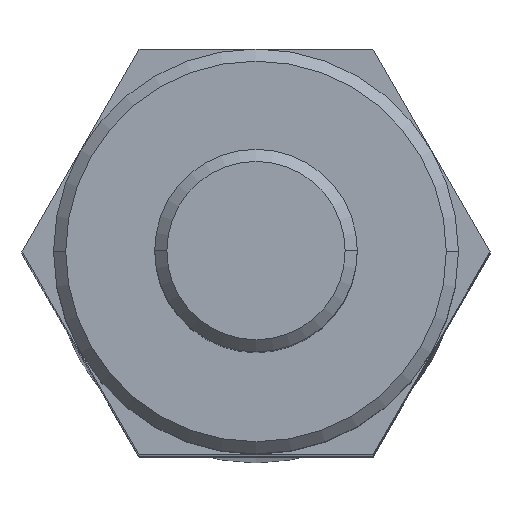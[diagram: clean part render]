
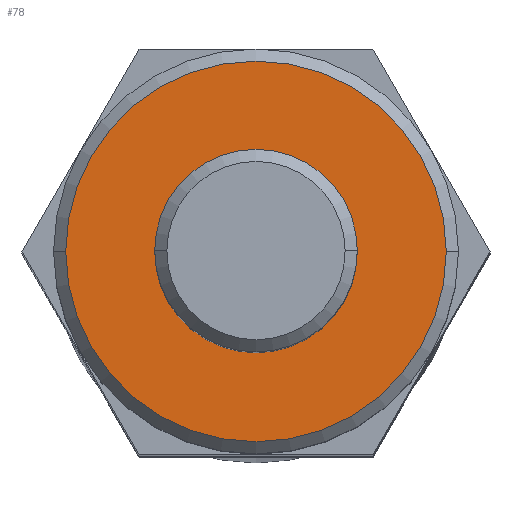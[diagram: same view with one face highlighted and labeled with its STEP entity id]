
A CAD part, top view. The second image highlights one B-rep face of the part: STEP entity #78.
In plain terms, the highlighted planar face has unit normal (0, 0, 1).
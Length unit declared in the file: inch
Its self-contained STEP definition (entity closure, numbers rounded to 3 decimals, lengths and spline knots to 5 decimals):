
#5 = ORIENTED_EDGE ( 'NONE', *, *, #1118, .T. ) ;
#8 = CIRCLE ( 'NONE', #628, 0.23475 ) ;
#34 = CARTESIAN_POINT ( 'NONE',  ( 0.125, 0., 6.416 ) ) ;
#75 = ORIENTED_EDGE ( 'NONE', *, *, #578, .F. ) ;
#78 = ADVANCED_FACE ( 'NONE', ( #1125, #423 ), #772, .T. ) ;
#144 = VERTEX_POINT ( 'NONE', #644 ) ;
#180 = CARTESIAN_POINT ( 'NONE',  ( 0., 0., 6.416 ) ) ;
#186 = DIRECTION ( 'NONE',  ( 0., 0., 1. ) ) ;
#224 = ORIENTED_EDGE ( 'NONE', *, *, #564, .T. ) ;
#234 = ORIENTED_EDGE ( 'NONE', *, *, #1111, .F. ) ;
#423 = FACE_BOUND ( 'NONE', #785, .T. ) ;
#494 = CIRCLE ( 'NONE', #632, 0.125 ) ;
#564 = EDGE_CURVE ( 'NONE', #1273, #144, #723, .T. ) ;
#578 = EDGE_CURVE ( 'NONE', #1201, #770, #720, .T. ) ;
#628 = AXIS2_PLACEMENT_3D ( 'NONE', #180, #635, #630 ) ;
#630 = DIRECTION ( 'NONE',  ( 1., 0., 0. ) ) ;
#632 = AXIS2_PLACEMENT_3D ( 'NONE', #829, #186, #1150 ) ;
#635 = DIRECTION ( 'NONE',  ( 0., 0., 1. ) ) ;
#644 = CARTESIAN_POINT ( 'NONE',  ( -0.23475, 0., 6.416 ) ) ;
#684 = CARTESIAN_POINT ( 'NONE',  ( 0.23475, 0., 6.416 ) ) ;
#720 = CIRCLE ( 'NONE', #778, 0.125 ) ;
#723 = CIRCLE ( 'NONE', #816, 0.23475 ) ;
#748 = DIRECTION ( 'NONE',  ( 1., 0., 0. ) ) ;
#757 = DIRECTION ( 'NONE',  ( 0., 0., 1. ) ) ;
#767 = CARTESIAN_POINT ( 'NONE',  ( 0., 0., 6.416 ) ) ;
#770 = VERTEX_POINT ( 'NONE', #34 ) ;
#772 = PLANE ( 'NONE',  #1028 ) ;
#778 = AXIS2_PLACEMENT_3D ( 'NONE', #890, #869, #862 ) ;
#785 = EDGE_LOOP ( 'NONE', ( #75, #234 ) ) ;
#816 = AXIS2_PLACEMENT_3D ( 'NONE', #1139, #1132, #1126 ) ;
#818 = EDGE_LOOP ( 'NONE', ( #224, #5 ) ) ;
#829 = CARTESIAN_POINT ( 'NONE',  ( 0., 0., 6.416 ) ) ;
#862 = DIRECTION ( 'NONE',  ( 1., 0., 0. ) ) ;
#869 = DIRECTION ( 'NONE',  ( 0., 0., 1. ) ) ;
#885 = CARTESIAN_POINT ( 'NONE',  ( -0.125, 0., 6.416 ) ) ;
#890 = CARTESIAN_POINT ( 'NONE',  ( 0., 0., 6.416 ) ) ;
#1028 = AXIS2_PLACEMENT_3D ( 'NONE', #767, #757, #748 ) ;
#1111 = EDGE_CURVE ( 'NONE', #770, #1201, #494, .T. ) ;
#1118 = EDGE_CURVE ( 'NONE', #144, #1273, #8, .T. ) ;
#1125 = FACE_OUTER_BOUND ( 'NONE', #818, .T. ) ;
#1126 = DIRECTION ( 'NONE',  ( 1., 0., 0. ) ) ;
#1132 = DIRECTION ( 'NONE',  ( 0., 0., 1. ) ) ;
#1139 = CARTESIAN_POINT ( 'NONE',  ( 0., 0., 6.416 ) ) ;
#1150 = DIRECTION ( 'NONE',  ( 1., 0., 0. ) ) ;
#1201 = VERTEX_POINT ( 'NONE', #885 ) ;
#1273 = VERTEX_POINT ( 'NONE', #684 ) ;
